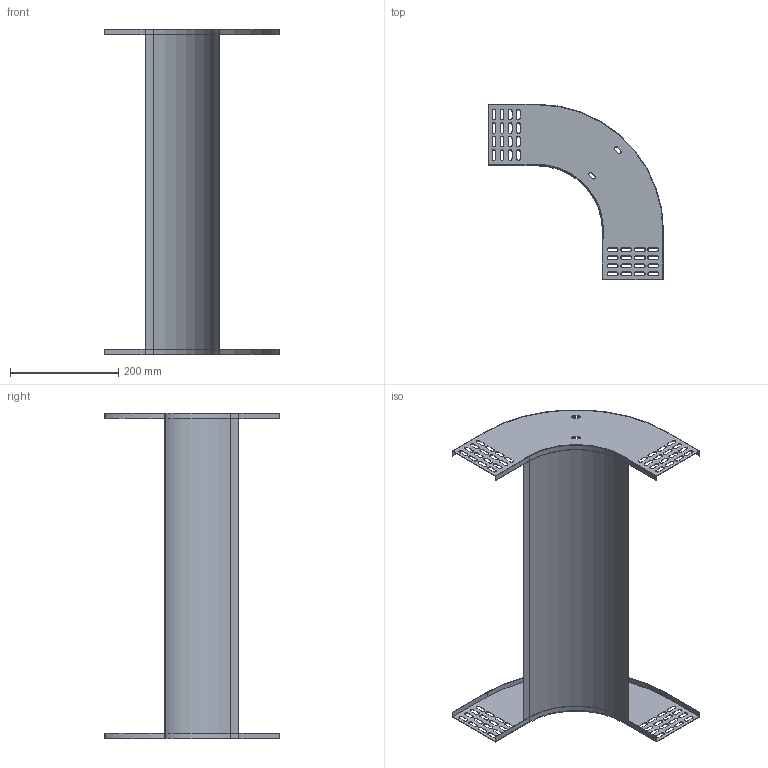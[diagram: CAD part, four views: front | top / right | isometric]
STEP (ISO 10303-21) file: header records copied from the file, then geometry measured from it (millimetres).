
FILE_DESCRIPTION (( 'STEP AP214' ), '1' );
FILE_NAME ('7007374.stp', '2023-01-27T08:51:07', ( '' ), ( '' ), 'SwSTEP 2.0', 'SolidWorks 2022', '' );
FILE_SCHEMA (( 'AUTOMOTIVE_DESIGN' ));
Length unit declared in the file: millimetre
Products named in the file (3): 002194_Standard; 002195_Bodenblech B=601; 7007374
Assembly tree (3 placements, depth 2):
  7007374
    002194_Standard  x2
    002195_Bodenblech B=601
Bounding box: 323.75 x 323.75 x 603 mm (x, y, z)
Volume: 246826.7 mm3; surface area: 500889.6 mm2
Topology: 3 solids, 3 shells, 346 faces, 996 edges, 656 vertices
Faces by surface type: plane 200, cylinder 146
Entity records: 6110 total; most frequent: CARTESIAN_POINT 1034, DIRECTION 1032, ORIENTED_EDGE 1024, EDGE_CURVE 512, VECTOR 364, LINE 364, VERTEX_POINT 336, AXIS2_PLACEMENT_3D 334
